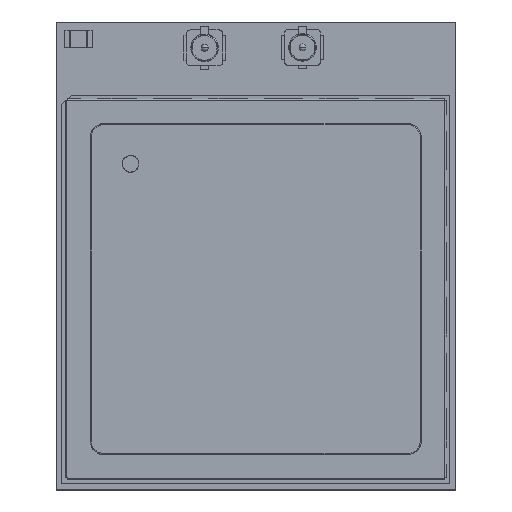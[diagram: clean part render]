
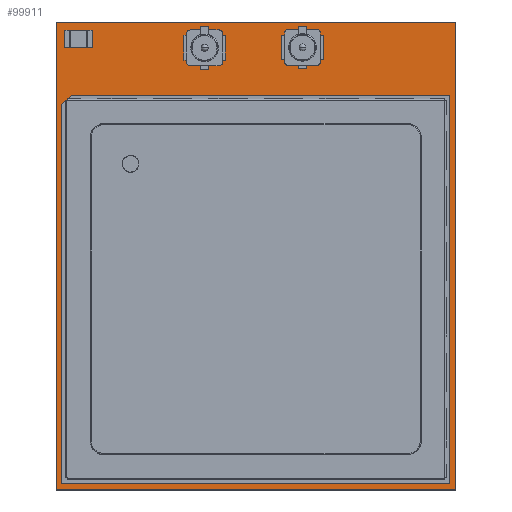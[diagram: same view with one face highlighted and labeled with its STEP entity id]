
A CAD part, top view. The second image highlights one B-rep face of the part: STEP entity #99911.
In plain terms, the highlighted planar face has unit normal (0, 0, 1).
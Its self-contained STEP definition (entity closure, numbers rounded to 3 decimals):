
#558 = DIRECTION ( 'NONE',  ( -1., 0., 0. ) ) ;
#8151 = ORIENTED_EDGE ( 'NONE', *, *, #58213, .T. ) ;
#8669 = ORIENTED_EDGE ( 'NONE', *, *, #48805, .T. ) ;
#10495 = LINE ( 'NONE', #89044, #40379 ) ;
#15420 = CARTESIAN_POINT ( 'NONE',  ( 29., 34., 0. ) ) ;
#17377 = AXIS2_PLACEMENT_3D ( 'NONE', #77478, #101694, #52666 ) ;
#18786 = EDGE_CURVE ( 'NONE', #56204, #69538, #10495, .T. ) ;
#23399 = VERTEX_POINT ( 'NONE', #15420 ) ;
#34366 = VERTEX_POINT ( 'NONE', #62501 ) ;
#39306 = VECTOR ( 'NONE', #558, 1000. ) ;
#40104 = ORIENTED_EDGE ( 'NONE', *, *, #18786, .T. ) ;
#40379 = VECTOR ( 'NONE', #80782, 1000. ) ;
#46061 = VECTOR ( 'NONE', #89691, 1000. ) ;
#48798 = VECTOR ( 'NONE', #64299, 1000. ) ;
#48805 = EDGE_CURVE ( 'NONE', #23399, #56204, #93557, .T. ) ;
#52666 = DIRECTION ( 'NONE',  ( -1., 0., 0. ) ) ;
#56204 = VERTEX_POINT ( 'NONE', #83883 ) ;
#58213 = EDGE_CURVE ( 'NONE', #34366, #23399, #95793, .T. ) ;
#59905 = FACE_OUTER_BOUND ( 'NONE', #80828, .T. ) ;
#60420 = PLANE ( 'NONE',  #17377 ) ;
#62501 = CARTESIAN_POINT ( 'NONE',  ( 29., 0., 0. ) ) ;
#64299 = DIRECTION ( 'NONE',  ( 0., 1., 0. ) ) ;
#65906 = LINE ( 'NONE', #81948, #46061 ) ;
#69538 = VERTEX_POINT ( 'NONE', #89922 ) ;
#69936 = EDGE_CURVE ( 'NONE', #69538, #34366, #65906, .T. ) ;
#77478 = CARTESIAN_POINT ( 'NONE',  ( 0., 0., 0. ) ) ;
#80782 = DIRECTION ( 'NONE',  ( 0., -1., 0. ) ) ;
#80828 = EDGE_LOOP ( 'NONE', ( #40104, #90811, #8151, #8669 ) ) ;
#81948 = CARTESIAN_POINT ( 'NONE',  ( 0., 0., 0. ) ) ;
#83883 = CARTESIAN_POINT ( 'NONE',  ( 0., 34., 0. ) ) ;
#89044 = CARTESIAN_POINT ( 'NONE',  ( 0., 0., 0. ) ) ;
#89625 = CARTESIAN_POINT ( 'NONE',  ( 29., 0., 0. ) ) ;
#89691 = DIRECTION ( 'NONE',  ( 1., 0., 0. ) ) ;
#89922 = CARTESIAN_POINT ( 'NONE',  ( 0., 0., 0. ) ) ;
#90811 = ORIENTED_EDGE ( 'NONE', *, *, #69936, .T. ) ;
#93557 = LINE ( 'NONE', #94056, #39306 ) ;
#94056 = CARTESIAN_POINT ( 'NONE',  ( 0., 34., 0. ) ) ;
#95793 = LINE ( 'NONE', #89625, #48798 ) ;
#99911 = ADVANCED_FACE ( 'NONE', ( #59905 ), #60420, .F. ) ;
#101694 = DIRECTION ( 'NONE',  ( 0., 0., -1. ) ) ;
